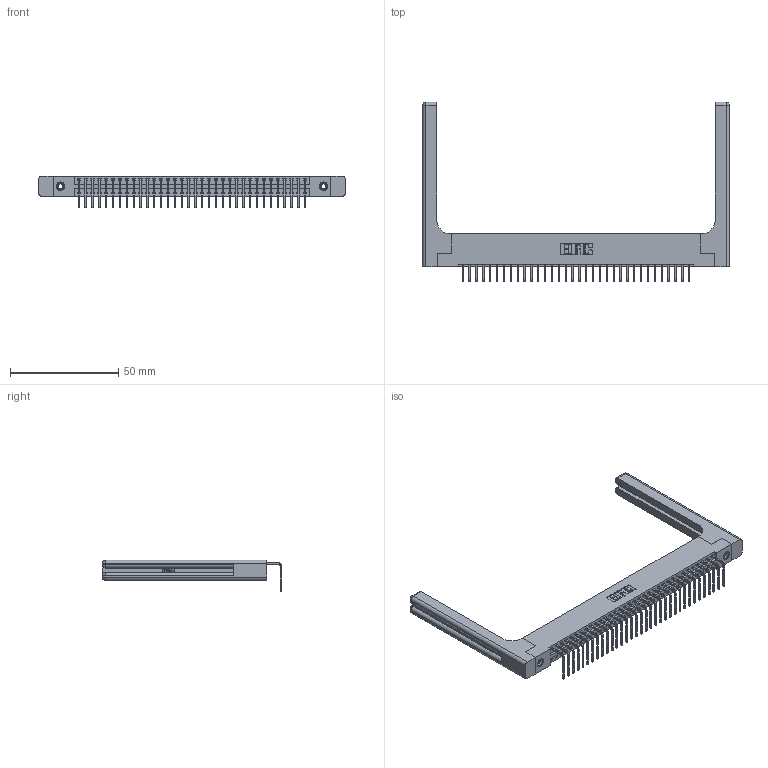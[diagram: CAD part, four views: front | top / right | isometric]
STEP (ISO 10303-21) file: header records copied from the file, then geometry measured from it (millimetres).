
FILE_DESCRIPTION (( 'STEP AP203' ), '1' );
FILE_NAME ('396-034-558-158.STEP', '2019-11-01T07:14:47', ( '' ), ( '' ), 'SwSTEP 2.0', 'SolidWorks 2016', '' );
FILE_SCHEMA (( 'CONFIG_CONTROL_DESIGN' ));
Length unit declared in the file: inch
Products named in the file (5): 346 Part_Flush Mounting Lugs - 0.156 Dia-TH; 345-292-001_558 Tail - 2; 345-250-001_345-250-001-102; 346-220-058_345-220-058; 396-034-558-158
Assembly tree (39 placements, depth 2):
  396-034-558-158
    346 Part_Flush Mounting Lugs - 0.156 Dia-TH
    345-292-001_558 Tail - 2  x34
    345-250-001_345-250-001-102  x2
    346-220-058_345-220-058  x2
Bounding box: 142.01 x 83.12 x 14.73 mm (x, y, z)
Volume: 21170.2 mm3; surface area: 22822 mm2
Topology: 39 solids, 39 shells, 2418 faces, 7183 edges, 4722 vertices
Faces by surface type: plane 1652, cylinder 706, bspline 36, cone 12, sphere 8, torus 4
Entity records: 27444 total; most frequent: CARTESIAN_POINT 5687, ORIENTED_EDGE 4452, DIRECTION 3958, EDGE_CURVE 2226, LINE 1866, VECTOR 1866, VERTEX_POINT 1474, AXIS2_PLACEMENT_3D 1046
